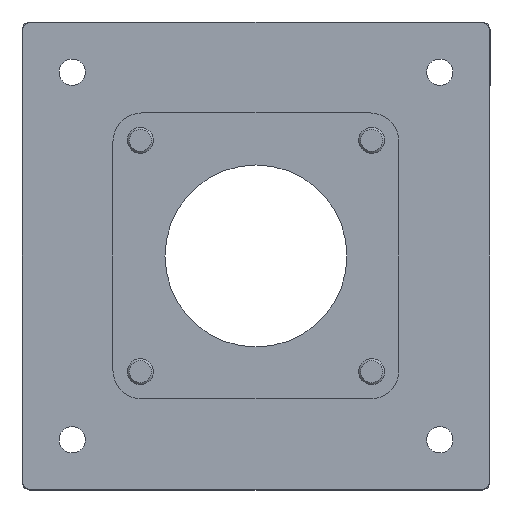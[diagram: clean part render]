
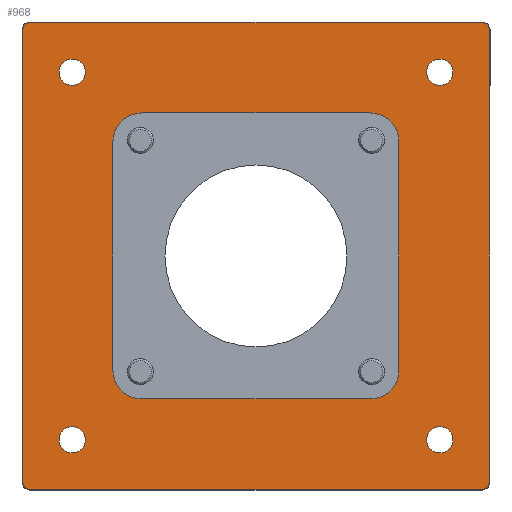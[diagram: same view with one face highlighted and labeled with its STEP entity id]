
A CAD part, front view. The second image highlights one B-rep face of the part: STEP entity #968.
In plain terms, the highlighted planar face has unit normal (0, -1, 0).
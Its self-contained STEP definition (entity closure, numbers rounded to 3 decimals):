
#15=FACE_BOUND('',#160,.T.);
#16=FACE_BOUND('',#161,.T.);
#17=FACE_BOUND('',#162,.T.);
#18=FACE_BOUND('',#163,.T.);
#19=FACE_BOUND('',#164,.T.);
#58=PLANE('',#1069);
#96=FACE_OUTER_BOUND('',#159,.T.);
#159=EDGE_LOOP('',(#722,#723,#724,#725,#726,#727,#728,#729));
#160=EDGE_LOOP('',(#730,#731,#732,#733,#734,#735,#736,#737));
#161=EDGE_LOOP('',(#738));
#162=EDGE_LOOP('',(#739));
#163=EDGE_LOOP('',(#740));
#164=EDGE_LOOP('',(#741));
#227=LINE('',#1514,#302);
#232=LINE('',#1528,#307);
#236=LINE('',#1540,#311);
#240=LINE('',#1552,#315);
#249=LINE('',#1578,#324);
#250=LINE('',#1582,#325);
#251=LINE('',#1586,#326);
#252=LINE('',#1590,#327);
#302=VECTOR('',#1196,10.);
#307=VECTOR('',#1209,10.);
#311=VECTOR('',#1221,10.);
#315=VECTOR('',#1233,10.);
#324=VECTOR('',#1262,10.);
#325=VECTOR('',#1265,10.);
#326=VECTOR('',#1268,10.);
#327=VECTOR('',#1271,10.);
#381=CIRCLE('',#1050,2.7);
#383=CIRCLE('',#1054,2.7);
#385=CIRCLE('',#1058,2.7);
#387=CIRCLE('',#1062,2.7);
#390=CIRCLE('',#1070,11.);
#391=CIRCLE('',#1071,11.);
#392=CIRCLE('',#1072,11.);
#393=CIRCLE('',#1073,11.);
#394=CIRCLE('',#1074,5.053);
#395=CIRCLE('',#1075,5.053);
#396=CIRCLE('',#1076,5.053);
#397=CIRCLE('',#1077,5.053);
#442=VERTEX_POINT('',#1511);
#443=VERTEX_POINT('',#1513);
#446=VERTEX_POINT('',#1521);
#448=VERTEX_POINT('',#1526);
#450=VERTEX_POINT('',#1533);
#452=VERTEX_POINT('',#1538);
#454=VERTEX_POINT('',#1545);
#456=VERTEX_POINT('',#1550);
#462=VERTEX_POINT('',#1576);
#463=VERTEX_POINT('',#1577);
#464=VERTEX_POINT('',#1579);
#465=VERTEX_POINT('',#1581);
#466=VERTEX_POINT('',#1583);
#467=VERTEX_POINT('',#1585);
#468=VERTEX_POINT('',#1587);
#469=VERTEX_POINT('',#1589);
#470=VERTEX_POINT('',#1592);
#471=VERTEX_POINT('',#1594);
#472=VERTEX_POINT('',#1596);
#473=VERTEX_POINT('',#1598);
#531=EDGE_CURVE('',#442,#443,#227,.T.);
#536=EDGE_CURVE('',#446,#442,#381,.T.);
#538=EDGE_CURVE('',#448,#446,#232,.T.);
#542=EDGE_CURVE('',#450,#448,#383,.T.);
#544=EDGE_CURVE('',#452,#450,#236,.T.);
#548=EDGE_CURVE('',#454,#452,#385,.T.);
#550=EDGE_CURVE('',#456,#454,#240,.T.);
#553=EDGE_CURVE('',#443,#456,#387,.T.);
#563=EDGE_CURVE('',#462,#463,#249,.T.);
#564=EDGE_CURVE('',#463,#464,#390,.T.);
#565=EDGE_CURVE('',#464,#465,#250,.T.);
#566=EDGE_CURVE('',#465,#466,#391,.T.);
#567=EDGE_CURVE('',#466,#467,#251,.T.);
#568=EDGE_CURVE('',#467,#468,#392,.T.);
#569=EDGE_CURVE('',#468,#469,#252,.T.);
#570=EDGE_CURVE('',#469,#462,#393,.T.);
#571=EDGE_CURVE('',#470,#470,#394,.T.);
#572=EDGE_CURVE('',#471,#471,#395,.T.);
#573=EDGE_CURVE('',#472,#472,#396,.T.);
#574=EDGE_CURVE('',#473,#473,#397,.T.);
#722=ORIENTED_EDGE('',*,*,#531,.F.);
#723=ORIENTED_EDGE('',*,*,#536,.F.);
#724=ORIENTED_EDGE('',*,*,#538,.F.);
#725=ORIENTED_EDGE('',*,*,#542,.F.);
#726=ORIENTED_EDGE('',*,*,#544,.F.);
#727=ORIENTED_EDGE('',*,*,#548,.F.);
#728=ORIENTED_EDGE('',*,*,#550,.F.);
#729=ORIENTED_EDGE('',*,*,#553,.F.);
#730=ORIENTED_EDGE('',*,*,#563,.T.);
#731=ORIENTED_EDGE('',*,*,#564,.T.);
#732=ORIENTED_EDGE('',*,*,#565,.T.);
#733=ORIENTED_EDGE('',*,*,#566,.T.);
#734=ORIENTED_EDGE('',*,*,#567,.T.);
#735=ORIENTED_EDGE('',*,*,#568,.T.);
#736=ORIENTED_EDGE('',*,*,#569,.T.);
#737=ORIENTED_EDGE('',*,*,#570,.T.);
#738=ORIENTED_EDGE('',*,*,#571,.T.);
#739=ORIENTED_EDGE('',*,*,#572,.T.);
#740=ORIENTED_EDGE('',*,*,#573,.T.);
#741=ORIENTED_EDGE('',*,*,#574,.T.);
#968=ADVANCED_FACE('',(#96,#15,#16,#17,#18,#19),#58,.F.);
#1050=AXIS2_PLACEMENT_3D('',#1523,#1204,#1205);
#1054=AXIS2_PLACEMENT_3D('',#1535,#1216,#1217);
#1058=AXIS2_PLACEMENT_3D('',#1547,#1228,#1229);
#1062=AXIS2_PLACEMENT_3D('',#1556,#1239,#1240);
#1069=AXIS2_PLACEMENT_3D('',#1575,#1260,#1261);
#1070=AXIS2_PLACEMENT_3D('',#1580,#1263,#1264);
#1071=AXIS2_PLACEMENT_3D('',#1584,#1266,#1267);
#1072=AXIS2_PLACEMENT_3D('',#1588,#1269,#1270);
#1073=AXIS2_PLACEMENT_3D('',#1591,#1272,#1273);
#1074=AXIS2_PLACEMENT_3D('',#1593,#1274,#1275);
#1075=AXIS2_PLACEMENT_3D('',#1595,#1276,#1277);
#1076=AXIS2_PLACEMENT_3D('',#1597,#1278,#1279);
#1077=AXIS2_PLACEMENT_3D('',#1599,#1280,#1281);
#1196=DIRECTION('',(1.,0.,0.));
#1204=DIRECTION('center_axis',(0.,1.,0.));
#1205=DIRECTION('ref_axis',(-0.707,0.,0.707));
#1209=DIRECTION('',(0.,0.,1.));
#1216=DIRECTION('center_axis',(0.,1.,0.));
#1217=DIRECTION('ref_axis',(-0.707,0.,-0.707));
#1221=DIRECTION('',(-1.,0.,0.));
#1228=DIRECTION('center_axis',(0.,1.,0.));
#1229=DIRECTION('ref_axis',(0.707,0.,-0.707));
#1233=DIRECTION('',(0.,0.,-1.));
#1239=DIRECTION('center_axis',(0.,1.,0.));
#1240=DIRECTION('ref_axis',(0.707,0.,0.707));
#1260=DIRECTION('center_axis',(0.,1.,0.));
#1261=DIRECTION('ref_axis',(0.,0.,1.));
#1262=DIRECTION('',(-1.,0.,0.));
#1263=DIRECTION('center_axis',(0.,1.,0.));
#1264=DIRECTION('ref_axis',(0.,0.,1.));
#1265=DIRECTION('',(0.,0.,1.));
#1266=DIRECTION('center_axis',(0.,1.,0.));
#1267=DIRECTION('ref_axis',(1.,0.,0.));
#1268=DIRECTION('',(1.,0.,0.));
#1269=DIRECTION('center_axis',(0.,1.,0.));
#1270=DIRECTION('ref_axis',(0.,0.,-1.));
#1271=DIRECTION('',(0.,0.,-1.));
#1272=DIRECTION('center_axis',(0.,1.,0.));
#1273=DIRECTION('ref_axis',(-1.,0.,0.));
#1274=DIRECTION('center_axis',(0.,1.,0.));
#1275=DIRECTION('ref_axis',(1.,0.,0.));
#1276=DIRECTION('center_axis',(0.,1.,0.));
#1277=DIRECTION('ref_axis',(1.,0.,0.));
#1278=DIRECTION('center_axis',(0.,1.,0.));
#1279=DIRECTION('ref_axis',(1.,0.,0.));
#1280=DIRECTION('center_axis',(0.,1.,0.));
#1281=DIRECTION('ref_axis',(1.,0.,0.));
#1511=CARTESIAN_POINT('',(-87.,115.,89.7));
#1513=CARTESIAN_POINT('',(87.,115.,89.7));
#1514=CARTESIAN_POINT('',(-45.,115.,89.7));
#1521=CARTESIAN_POINT('',(-89.7,115.,87.));
#1523=CARTESIAN_POINT('Origin',(-87.,115.,87.));
#1526=CARTESIAN_POINT('',(-89.7,115.,-87.));
#1528=CARTESIAN_POINT('',(-89.7,115.,-45.));
#1533=CARTESIAN_POINT('',(-87.,115.,-89.7));
#1535=CARTESIAN_POINT('Origin',(-87.,115.,-87.));
#1538=CARTESIAN_POINT('',(87.,115.,-89.7));
#1540=CARTESIAN_POINT('',(45.,115.,-89.7));
#1545=CARTESIAN_POINT('',(89.7,115.,-87.));
#1547=CARTESIAN_POINT('Origin',(87.,115.,-87.));
#1550=CARTESIAN_POINT('',(89.7,115.,87.));
#1552=CARTESIAN_POINT('',(89.7,115.,45.));
#1556=CARTESIAN_POINT('Origin',(87.,115.,87.));
#1575=CARTESIAN_POINT('Origin',(0.,115.,0.));
#1576=CARTESIAN_POINT('',(44.,115.,-55.));
#1577=CARTESIAN_POINT('',(-44.,115.,-55.));
#1578=CARTESIAN_POINT('',(-44.,115.,-55.));
#1579=CARTESIAN_POINT('',(-55.,115.,-44.));
#1580=CARTESIAN_POINT('Origin',(-44.,115.,-44.));
#1581=CARTESIAN_POINT('',(-55.,115.,44.));
#1582=CARTESIAN_POINT('',(-55.,115.,44.));
#1583=CARTESIAN_POINT('',(-44.,115.,55.));
#1584=CARTESIAN_POINT('Origin',(-44.,115.,44.));
#1585=CARTESIAN_POINT('',(44.,115.,55.));
#1586=CARTESIAN_POINT('',(44.,115.,55.));
#1587=CARTESIAN_POINT('',(55.,115.,44.));
#1588=CARTESIAN_POINT('Origin',(44.,115.,44.));
#1589=CARTESIAN_POINT('',(55.,115.,-44.));
#1590=CARTESIAN_POINT('',(55.,115.,-44.));
#1591=CARTESIAN_POINT('Origin',(44.,115.,-44.));
#1592=CARTESIAN_POINT('',(65.658,115.,-70.711));
#1593=CARTESIAN_POINT('Origin',(70.711,115.,-70.711));
#1594=CARTESIAN_POINT('',(-75.764,115.,70.711));
#1595=CARTESIAN_POINT('Origin',(-70.711,115.,70.711));
#1596=CARTESIAN_POINT('',(65.658,115.,70.711));
#1597=CARTESIAN_POINT('Origin',(70.711,115.,70.711));
#1598=CARTESIAN_POINT('',(-75.764,115.,-70.711));
#1599=CARTESIAN_POINT('Origin',(-70.711,115.,-70.711));
